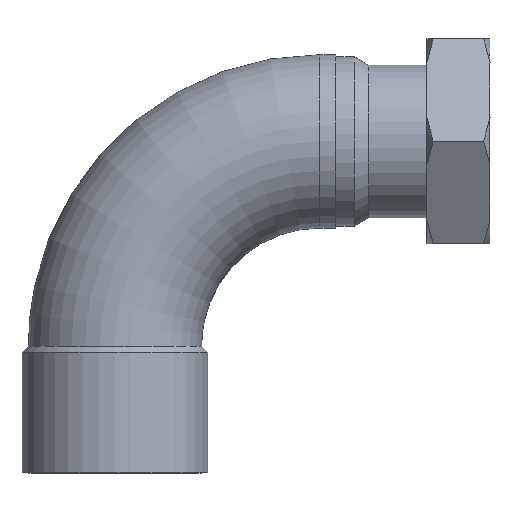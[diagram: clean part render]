
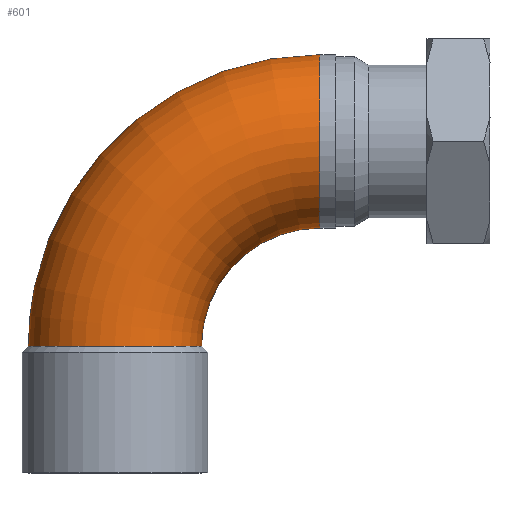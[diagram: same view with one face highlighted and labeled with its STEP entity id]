
A CAD part, top view. The second image highlights one B-rep face of the part: STEP entity #601.
In plain terms, the highlighted toroidal (fillet/blend) face has major radius 65 mm and minor radius 27.5 mm.
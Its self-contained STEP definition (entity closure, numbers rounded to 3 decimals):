
#96=TOROIDAL_SURFACE('',#920,65.,27.5);
#133=ORIENTED_EDGE('',*,*,#283,.F.);
#134=ORIENTED_EDGE('',*,*,#282,.T.);
#282=EDGE_CURVE('',#359,#359,#418,.T.);
#283=EDGE_CURVE('',#360,#360,#419,.T.);
#359=VERTEX_POINT('',#1188);
#360=VERTEX_POINT('',#1191);
#418=CIRCLE('',#919,27.5);
#419=CIRCLE('',#921,27.5);
#458=EDGE_LOOP('',(#133));
#459=EDGE_LOOP('',(#134));
#524=FACE_BOUND('',#458,.T.);
#525=FACE_BOUND('',#459,.T.);
#601=ADVANCED_FACE('',(#524,#525),#96,.T.);
#919=AXIS2_PLACEMENT_3D('',#1187,#1011,#1012);
#920=AXIS2_PLACEMENT_3D('',#1189,#1013,#1014);
#921=AXIS2_PLACEMENT_3D('',#1190,#1015,#1016);
#1011=DIRECTION('',(0.,1.,0.));
#1012=DIRECTION('',(0.,0.,1.));
#1013=DIRECTION('',(0.,0.,1.));
#1014=DIRECTION('',(1.,0.,0.));
#1015=DIRECTION('',(1.,0.,0.));
#1016=DIRECTION('',(0.,0.,1.));
#1187=CARTESIAN_POINT('',(0.,0.,0.));
#1188=CARTESIAN_POINT('',(0.,0.,27.5));
#1189=CARTESIAN_POINT('',(65.,0.,0.));
#1190=CARTESIAN_POINT('',(65.,65.,0.));
#1191=CARTESIAN_POINT('',(65.,65.,27.5));
